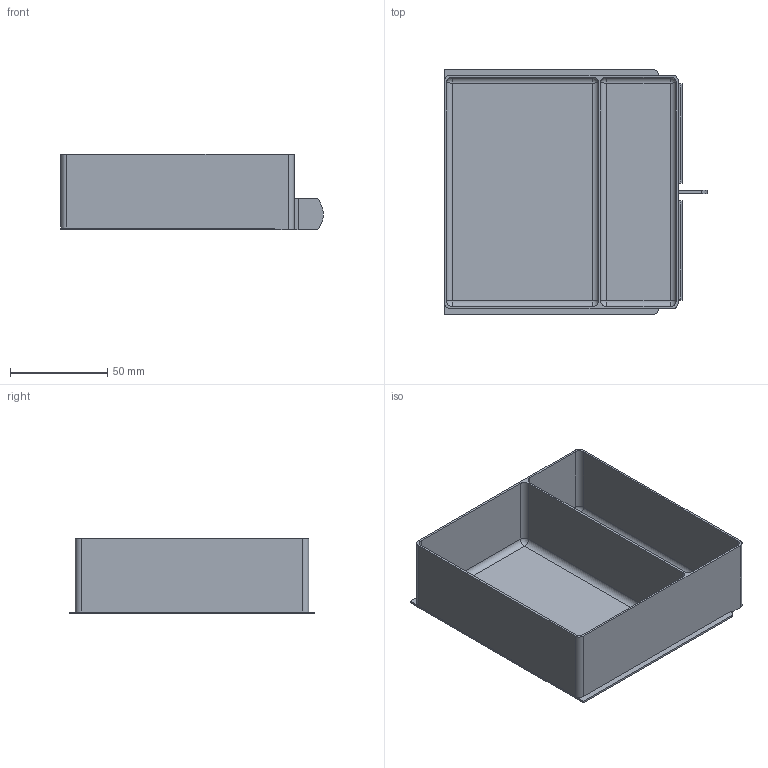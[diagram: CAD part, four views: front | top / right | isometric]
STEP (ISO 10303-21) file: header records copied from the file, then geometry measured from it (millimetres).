
FILE_DESCRIPTION(('FreeCAD Model'),'2;1');
FILE_NAME('Drawer_02_Comp_E_2U.step','2021-02-16T12:18:45',('Author'),(''), 'Open CASCADE STEP processor 7.3','FreeCAD','Unknown');
FILE_SCHEMA(('AUTOMOTIVE_DESIGN { 1 0 10303 214 1 1 1 1 }'));
Length unit declared in the file: millimetre
Products named in the file (1): Drawer_02_Comp_E_2U
Bounding box: 135.02 x 126 x 39 mm (x, y, z)
Volume: 40202.3 mm3; surface area: 75686.5 mm2
Topology: 1 solids, 1 shells, 91 faces, 231 edges, 136 vertices
Faces by surface type: plane 60, cylinder 23, sphere 8
Entity records: 5606 total; most frequent: CARTESIAN_POINT 1030, DIRECTION 878, LINE 594, VECTOR 594, ORIENTED_EDGE 446, PCURVE 446, DEFINITIONAL_REPRESENTATION 446, EDGE_CURVE 223
